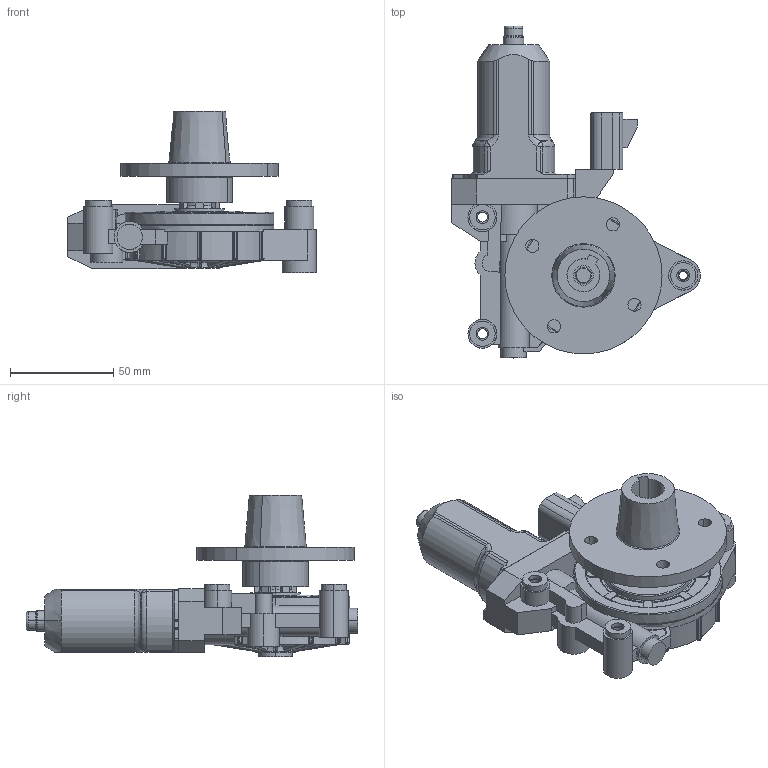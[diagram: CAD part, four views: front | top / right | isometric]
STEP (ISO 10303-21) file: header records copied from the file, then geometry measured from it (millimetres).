
FILE_DESCRIPTION((''),'2;1');
FILE_NAME('ND Motor Left.stp','2006-01-29T21:09:04',('t8558es'),(''),'Autodesk Inventor (R) 6.0','Autodesk Inventor (R) 6.0','');
FILE_SCHEMA(('AUTOMOTIVE_DESIGN { 1 0 10303 214 1 1 1 1 }'));
Length unit declared in the file: inch
Products named in the file (3): ND Motor Left; nippondensogearcoupler2
Assembly tree (2 placements, depth 2):
  ND Motor Left
    ND Motor Left
    nippondensogearcoupler2
Bounding box: 120.53 x 161 x 78.56 mm (x, y, z)
Volume: 266789.8 mm3; surface area: 62134.9 mm2
Topology: 2 solids, 3 shells, 856 faces, 2312 edges, 1442 vertices
Faces by surface type: cylinder 349, plane 318, bspline 104, torus 37, sphere 36, cone 12
Entity records: 34219 total; most frequent: CARTESIAN_POINT 13201, ORIENTED_EDGE 4564, DIRECTION 4283, EDGE_CURVE 2282, AXIS2_PLACEMENT_3D 1626, VERTEX_POINT 1442, VECTOR 1031, LINE 1031
